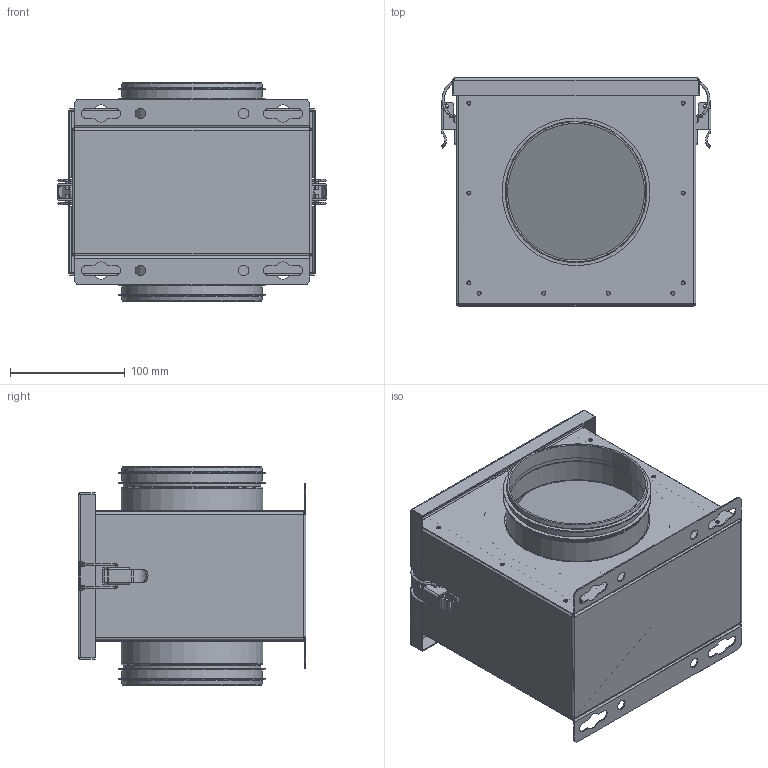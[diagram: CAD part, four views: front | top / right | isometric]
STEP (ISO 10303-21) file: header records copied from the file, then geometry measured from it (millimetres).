
FILE_DESCRIPTION(/* description */ (''),/* implementation_level */ '2;1');
FILE_NAME(/* name */ 'TFE 12.stp',/* time_stamp */ '2024-02-05T14:00:53Z',/* author */ ('matthew'),/* organization */ (''),/* preprocessor_version */ 'ST-DEVELOPER v19',/* originating_system */ 'Autodesk Inventor 2023',/* authorisation */ '');
FILE_SCHEMA (('AUTOMOTIVE_DESIGN { 1 0 10303 214 3 1 1 }'));
Length unit declared in the file: millimetre
Products named in the file (1): TFE 12
Bounding box: 235.4 x 199 x 190.99 mm (x, y, z)
Volume: 465978.2 mm3; surface area: 543509.8 mm2
Topology: 4 solids, 4 shells, 601 faces, 1455 edges, 888 vertices
Faces by surface type: plane 329, cylinder 226, torus 28, bspline 16, cone 2
Full cylindrical faces by diameter (mm): 2 x12, 2.6 x4, 3.3 x24, 3.5 x20, 9 x4, 119.4 x2, 120.4 x2, 122.4 x2, 123 x2, 124 x2, 127 x2, 129 x4, 163 x2
Entity records: 18538 total; most frequent: CARTESIAN_POINT 3600, DIRECTION 3080, ORIENTED_EDGE 2932, EDGE_CURVE 1466, AXIS2_PLACEMENT_3D 1080, LINE 920, VECTOR 920, VERTEX_POINT 890
